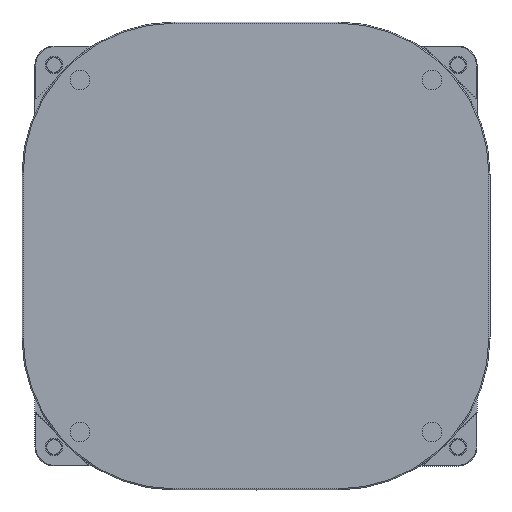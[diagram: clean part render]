
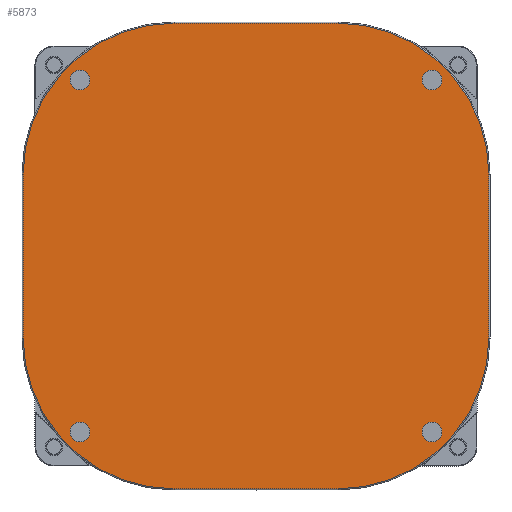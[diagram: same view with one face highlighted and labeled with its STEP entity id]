
A CAD part, front view. The second image highlights one B-rep face of the part: STEP entity #5873.
In plain terms, the highlighted planar face has unit normal (0, -1, 0).
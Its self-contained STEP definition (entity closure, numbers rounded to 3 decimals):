
#226=FACE_BOUND('',#1181,.T.);
#227=FACE_BOUND('',#1182,.T.);
#228=FACE_BOUND('',#1183,.T.);
#229=FACE_BOUND('',#1184,.T.);
#456=PLANE('',#6491);
#761=FACE_OUTER_BOUND('',#1180,.T.);
#1180=EDGE_LOOP('',(#4563,#4564,#4565,#4566,#4567,#4568,#4569,#4570));
#1181=EDGE_LOOP('',(#4571));
#1182=EDGE_LOOP('',(#4572));
#1183=EDGE_LOOP('',(#4573));
#1184=EDGE_LOOP('',(#4574));
#1571=LINE('',#9848,#1894);
#1572=LINE('',#9856,#1895);
#1573=LINE('',#9864,#1896);
#1574=LINE('',#9872,#1897);
#1894=VECTOR('',#7697,10.);
#1895=VECTOR('',#7708,10.);
#1896=VECTOR('',#7719,10.);
#1897=VECTOR('',#7730,10.);
#2191=CIRCLE('',#6439,377.);
#2194=CIRCLE('',#6444,377.);
#2197=CIRCLE('',#6449,377.);
#2199=CIRCLE('',#6453,377.);
#2226=CIRCLE('',#6492,25.);
#2227=CIRCLE('',#6493,25.);
#2228=CIRCLE('',#6494,25.);
#2229=CIRCLE('',#6495,25.);
#2621=VERTEX_POINT('',#9844);
#2622=VERTEX_POINT('',#9846);
#2623=VERTEX_POINT('',#9850);
#2624=VERTEX_POINT('',#9854);
#2625=VERTEX_POINT('',#9858);
#2626=VERTEX_POINT('',#9862);
#2627=VERTEX_POINT('',#9866);
#2628=VERTEX_POINT('',#9870);
#2639=VERTEX_POINT('',#10606);
#2640=VERTEX_POINT('',#10608);
#2641=VERTEX_POINT('',#10610);
#2642=VERTEX_POINT('',#10612);
#3257=EDGE_CURVE('',#2622,#2621,#1571,.T.);
#3259=EDGE_CURVE('',#2623,#2622,#2191,.T.);
#3261=EDGE_CURVE('',#2624,#2623,#1572,.T.);
#3263=EDGE_CURVE('',#2625,#2624,#2194,.T.);
#3265=EDGE_CURVE('',#2626,#2625,#1573,.T.);
#3267=EDGE_CURVE('',#2627,#2626,#2197,.T.);
#3269=EDGE_CURVE('',#2628,#2627,#1574,.T.);
#3270=EDGE_CURVE('',#2621,#2628,#2199,.T.);
#3308=EDGE_CURVE('',#2639,#2639,#2226,.T.);
#3309=EDGE_CURVE('',#2640,#2640,#2227,.T.);
#3310=EDGE_CURVE('',#2641,#2641,#2228,.T.);
#3311=EDGE_CURVE('',#2642,#2642,#2229,.T.);
#4563=ORIENTED_EDGE('',*,*,#3270,.F.);
#4564=ORIENTED_EDGE('',*,*,#3257,.F.);
#4565=ORIENTED_EDGE('',*,*,#3259,.F.);
#4566=ORIENTED_EDGE('',*,*,#3261,.F.);
#4567=ORIENTED_EDGE('',*,*,#3263,.F.);
#4568=ORIENTED_EDGE('',*,*,#3265,.F.);
#4569=ORIENTED_EDGE('',*,*,#3267,.F.);
#4570=ORIENTED_EDGE('',*,*,#3269,.F.);
#4571=ORIENTED_EDGE('',*,*,#3308,.T.);
#4572=ORIENTED_EDGE('',*,*,#3309,.T.);
#4573=ORIENTED_EDGE('',*,*,#3310,.T.);
#4574=ORIENTED_EDGE('',*,*,#3311,.T.);
#5873=ADVANCED_FACE('',(#761,#226,#227,#228,#229),#456,.F.);
#6439=AXIS2_PLACEMENT_3D('',#9852,#7702,#7703);
#6444=AXIS2_PLACEMENT_3D('',#9860,#7713,#7714);
#6449=AXIS2_PLACEMENT_3D('',#9868,#7724,#7725);
#6453=AXIS2_PLACEMENT_3D('',#9874,#7733,#7734);
#6491=AXIS2_PLACEMENT_3D('',#10605,#7813,#7814);
#6492=AXIS2_PLACEMENT_3D('',#10607,#7815,#7816);
#6493=AXIS2_PLACEMENT_3D('',#10609,#7817,#7818);
#6494=AXIS2_PLACEMENT_3D('',#10611,#7819,#7820);
#6495=AXIS2_PLACEMENT_3D('',#10613,#7821,#7822);
#7697=DIRECTION('',(0.,0.,1.));
#7702=DIRECTION('center_axis',(0.,1.,0.));
#7703=DIRECTION('ref_axis',(-0.707,0.,-0.707));
#7708=DIRECTION('',(-1.,0.,0.));
#7713=DIRECTION('center_axis',(0.,1.,0.));
#7714=DIRECTION('ref_axis',(0.707,0.,-0.707));
#7719=DIRECTION('',(0.,0.,-1.));
#7724=DIRECTION('center_axis',(0.,1.,0.));
#7725=DIRECTION('ref_axis',(0.707,0.,0.707));
#7730=DIRECTION('',(1.,0.,0.));
#7733=DIRECTION('center_axis',(0.,1.,0.));
#7734=DIRECTION('ref_axis',(-0.707,0.,0.707));
#7813=DIRECTION('center_axis',(0.,1.,0.));
#7814=DIRECTION('ref_axis',(0.,0.,1.));
#7815=DIRECTION('center_axis',(0.,1.,0.));
#7816=DIRECTION('ref_axis',(0.947,0.,0.321));
#7817=DIRECTION('center_axis',(0.,1.,0.));
#7818=DIRECTION('ref_axis',(0.947,0.,0.321));
#7819=DIRECTION('center_axis',(0.,1.,0.));
#7820=DIRECTION('ref_axis',(0.947,0.,0.321));
#7821=DIRECTION('center_axis',(0.,1.,0.));
#7822=DIRECTION('ref_axis',(0.947,0.,0.321));
#9844=CARTESIAN_POINT('',(-1167.,0.,790.));
#9846=CARTESIAN_POINT('',(-1167.,0.,380.));
#9848=CARTESIAN_POINT('',(-1167.,0.,482.5));
#9850=CARTESIAN_POINT('',(-790.,0.,3.));
#9852=CARTESIAN_POINT('Origin',(-790.,0.,380.));
#9854=CARTESIAN_POINT('',(-380.,0.,3.));
#9856=CARTESIAN_POINT('',(-482.5,0.,3.));
#9858=CARTESIAN_POINT('',(-3.,0.,380.));
#9860=CARTESIAN_POINT('Origin',(-380.,0.,380.));
#9862=CARTESIAN_POINT('',(-3.,0.,790.));
#9864=CARTESIAN_POINT('',(-3.,0.,687.5));
#9866=CARTESIAN_POINT('',(-380.,0.,1167.));
#9868=CARTESIAN_POINT('Origin',(-380.,0.,790.));
#9870=CARTESIAN_POINT('',(-790.,0.,1167.));
#9872=CARTESIAN_POINT('',(-687.5,0.,1167.));
#9874=CARTESIAN_POINT('Origin',(-790.,0.,790.));
#10605=CARTESIAN_POINT('Origin',(-585.,0.,585.));
#10606=CARTESIAN_POINT('',(-1048.679,0.,1016.981));
#10607=CARTESIAN_POINT('Origin',(-1025.,0.,1025.));
#10608=CARTESIAN_POINT('',(-168.679,0.,1016.981));
#10609=CARTESIAN_POINT('Origin',(-145.,0.,1025.));
#10610=CARTESIAN_POINT('',(-168.679,0.,136.981));
#10611=CARTESIAN_POINT('Origin',(-145.,0.,145.));
#10612=CARTESIAN_POINT('',(-1048.679,0.,136.981));
#10613=CARTESIAN_POINT('Origin',(-1025.,0.,145.));
